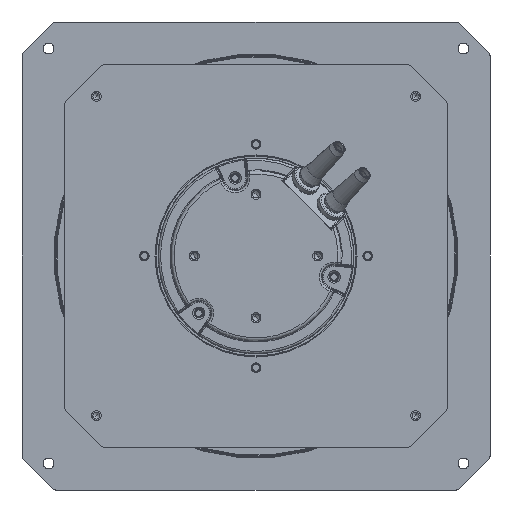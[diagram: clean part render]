
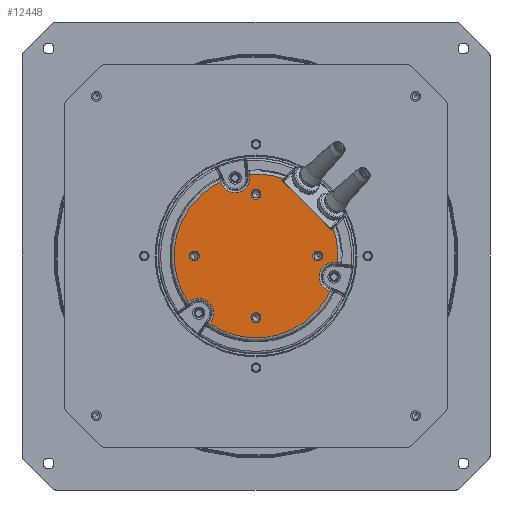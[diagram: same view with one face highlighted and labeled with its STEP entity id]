
A CAD part, left-side view. The second image highlights one B-rep face of the part: STEP entity #12448.
In plain terms, the highlighted planar face has unit normal (-1, 0, 0).
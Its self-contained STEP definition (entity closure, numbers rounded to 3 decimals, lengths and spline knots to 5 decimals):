
#1732=CARTESIAN_POINT('',(-0.06055,0.03791,
0.00387));
#1733=DIRECTION('',(1.,0.,0.));
#1734=DIRECTION('',(0.,0.707,0.707));
#1735=AXIS2_PLACEMENT_3D('',#1732,#1733,#1734);
#1737=CARTESIAN_POINT('',(-0.06055,0.03791,
0.00387));
#1738=DIRECTION('',(1.,0.,0.));
#1739=DIRECTION('',(0.,-0.707,-0.707));
#1740=AXIS2_PLACEMENT_3D('',#1737,#1738,#1739);
#1742=CARTESIAN_POINT('',(-0.06055,0.00891,
0.03287));
#1743=DIRECTION('',(1.,0.,0.));
#1744=DIRECTION('',(0.,0.707,0.707));
#1745=AXIS2_PLACEMENT_3D('',#1742,#1743,#1744);
#1747=CARTESIAN_POINT('',(-0.06055,0.00891,
0.03287));
#1748=DIRECTION('',(1.,0.,0.));
#1749=DIRECTION('',(0.,-0.707,-0.707));
#1750=AXIS2_PLACEMENT_3D('',#1747,#1748,#1749);
#1752=CARTESIAN_POINT('',(-0.06055,0.00891,
-0.02513));
#1753=DIRECTION('',(1.,0.,0.));
#1754=DIRECTION('',(0.,0.707,0.707));
#1755=AXIS2_PLACEMENT_3D('',#1752,#1753,#1754);
#1757=CARTESIAN_POINT('',(-0.06055,0.00891,
-0.02513));
#1758=DIRECTION('',(1.,0.,0.));
#1759=DIRECTION('',(0.,-0.707,-0.707));
#1760=AXIS2_PLACEMENT_3D('',#1757,#1758,#1759);
#1762=CARTESIAN_POINT('',(-0.06055,-0.02009,
0.00387));
#1763=DIRECTION('',(1.,0.,0.));
#1764=DIRECTION('',(0.,0.707,0.707));
#1765=AXIS2_PLACEMENT_3D('',#1762,#1763,#1764);
#1767=CARTESIAN_POINT('',(-0.06055,-0.02009,
0.00387));
#1768=DIRECTION('',(1.,0.,0.));
#1769=DIRECTION('',(0.,-0.707,-0.707));
#1770=AXIS2_PLACEMENT_3D('',#1767,#1768,#1769);
#1772=CARTESIAN_POINT('',(-0.06055,0.00891,
0.00387));
#1773=DIRECTION('',(-1.,0.,0.));
#1774=DIRECTION('',(0.,-0.997,-0.08));
#1775=AXIS2_PLACEMENT_3D('',#1772,#1773,#1774);
#1777=CARTESIAN_POINT('',(-0.06055,-0.0278,
-0.00597));
#1778=DIRECTION('',(1.,0.,0.));
#1779=DIRECTION('',(0.,0.707,0.707));
#1780=AXIS2_PLACEMENT_3D('',#1777,#1778,#1779);
#1782=CARTESIAN_POINT('',(-0.06055,-0.0278,
-0.00597));
#1783=DIRECTION('',(1.,0.,0.));
#1784=DIRECTION('',(0.,0.274,-0.962));
#1785=AXIS2_PLACEMENT_3D('',#1782,#1783,#1784);
#1787=CARTESIAN_POINT('',(-0.06055,0.00891,
0.00387));
#1788=DIRECTION('',(-1.,0.,0.));
#1789=DIRECTION('',(0.,-0.707,-0.707));
#1790=AXIS2_PLACEMENT_3D('',#1787,#1788,#1789);
#1792=CARTESIAN_POINT('',(-0.06055,0.00891,
0.00387));
#1793=DIRECTION('',(-1.,0.,0.));
#1794=DIRECTION('',(0.,0.568,-0.823));
#1795=AXIS2_PLACEMENT_3D('',#1792,#1793,#1794);
#1797=CARTESIAN_POINT('',(-0.06055,0.03578,
-0.023));
#1798=DIRECTION('',(1.,0.,0.));
#1799=DIRECTION('',(0.,0.696,0.718));
#1800=AXIS2_PLACEMENT_3D('',#1797,#1798,#1799);
#1802=CARTESIAN_POINT('',(-0.06055,0.00891,
0.00387));
#1803=DIRECTION('',(-1.,0.,0.));
#1804=DIRECTION('',(0.,0.707,0.707));
#1805=AXIS2_PLACEMENT_3D('',#1802,#1803,#1804);
#1807=CARTESIAN_POINT('',(-0.06055,0.00891,
0.00387));
#1808=DIRECTION('',(-1.,0.,0.));
#1809=DIRECTION('',(0.,0.429,0.903));
#1810=AXIS2_PLACEMENT_3D('',#1807,#1808,#1809);
#1812=CARTESIAN_POINT('',(-0.06055,0.01874,
0.04057));
#1813=DIRECTION('',(1.,0.,0.));
#1814=DIRECTION('',(0.,-0.707,-0.707));
#1815=AXIS2_PLACEMENT_3D('',#1812,#1813,#1814);
#1817=CARTESIAN_POINT('',(-0.06055,0.01874,
0.04057));
#1818=DIRECTION('',(1.,0.,0.));
#1819=DIRECTION('',(0.,-0.97,0.244));
#1820=AXIS2_PLACEMENT_3D('',#1817,#1818,#1819);
#1822=CARTESIAN_POINT('',(-0.06055,0.00891,
0.00387));
#1823=DIRECTION('',(-1.,0.,0.));
#1824=DIRECTION('',(0.,-0.336,0.942));
#1825=AXIS2_PLACEMENT_3D('',#1822,#1823,#1824);
#2019=DIRECTION('',(0.,-0.707,0.707));
#2020=VECTOR('',#2019,0.00109);
#2021=CARTESIAN_POINT('',(-0.06055,-0.0266,
0.01604));
#2022=LINE('',#2021,#2020);
#2047=DIRECTION('',(0.,-0.707,-0.707));
#2048=VECTOR('',#2047,0.033);
#2049=CARTESIAN_POINT('',(-0.06055,-0.00327,
0.03938));
#2050=LINE('',#2049,#2048);
#2071=DIRECTION('',(0.,0.707,-0.707));
#2072=VECTOR('',#2071,0.00109);
#2073=CARTESIAN_POINT('',(-0.06055,-0.00404,
0.04015));
#2074=LINE('',#2073,#2072);
#10608=CARTESIAN_POINT('',(-0.06055,-0.00404,
0.04015));
#10609=CARTESIAN_POINT('',(-0.06055,0.01199,
0.04227));
#10610=VERTEX_POINT('',#10608);
#10611=VERTEX_POINT('',#10609);
#10612=CARTESIAN_POINT('',(-0.06055,-0.02949,
0.00079));
#10613=CARTESIAN_POINT('',(-0.06055,-0.02738,
0.01682));
#10614=VERTEX_POINT('',#10612);
#10615=VERTEX_POINT('',#10613);
#10616=CARTESIAN_POINT('',(-0.06055,-0.02287,
-0.00104));
#10617=VERTEX_POINT('',#10616);
#10618=CARTESIAN_POINT('',(-0.06055,-0.02589,
-0.01267));
#10619=VERTEX_POINT('',#10618);
#10620=CARTESIAN_POINT('',(-0.06055,0.03078,
-0.02785));
#10621=CARTESIAN_POINT('',(-0.06055,-0.01833,
-0.02337));
#10622=VERTEX_POINT('',#10620);
#10623=VERTEX_POINT('',#10621);
#10624=CARTESIAN_POINT('',(-0.06055,0.04063,
-0.018));
#10625=VERTEX_POINT('',#10624);
#10626=CARTESIAN_POINT('',(-0.06055,0.03615,
0.03111));
#10627=VERTEX_POINT('',#10626);
#10628=CARTESIAN_POINT('',(-0.06055,0.02544,
0.03866));
#10629=VERTEX_POINT('',#10628);
#10630=CARTESIAN_POINT('',(-0.06055,0.01382,
0.03565));
#10631=VERTEX_POINT('',#10630);
#10632=CARTESIAN_POINT('',(-0.06055,-0.00327,
0.03938));
#10633=VERTEX_POINT('',#10632);
#10634=CARTESIAN_POINT('',(-0.06055,-0.0266,
0.01604));
#10635=VERTEX_POINT('',#10634);
#10636=CARTESIAN_POINT('',(-0.06055,-0.02172,
0.00224));
#10637=CARTESIAN_POINT('',(-0.06055,-0.01846,
0.00549));
#10638=VERTEX_POINT('',#10636);
#10639=VERTEX_POINT('',#10637);
#10640=CARTESIAN_POINT('',(-0.06055,0.00728,
-0.02676));
#10641=CARTESIAN_POINT('',(-0.06055,0.01054,
-0.02351));
#10642=VERTEX_POINT('',#10640);
#10643=VERTEX_POINT('',#10641);
#10644=CARTESIAN_POINT('',(-0.06055,0.00728,
0.03124));
#10645=CARTESIAN_POINT('',(-0.06055,0.01054,
0.03449));
#10646=VERTEX_POINT('',#10644);
#10647=VERTEX_POINT('',#10645);
#10648=CARTESIAN_POINT('',(-0.06055,0.03628,
0.00224));
#10649=CARTESIAN_POINT('',(-0.06055,0.03954,
0.00549));
#10650=VERTEX_POINT('',#10648);
#10651=VERTEX_POINT('',#10649);
#12391=CARTESIAN_POINT('',(-0.06055,0.04133,
-0.02855));
#12392=DIRECTION('',(1.,0.,0.));
#12393=DIRECTION('',(0.,-0.707,-0.707));
#12394=AXIS2_PLACEMENT_3D('',#12391,#12392,#12393);
#12395=PLANE('',#12394);
#12397=ORIENTED_EDGE('',*,*,#12396,.T.);
#12399=ORIENTED_EDGE('',*,*,#12398,.F.);
#12401=ORIENTED_EDGE('',*,*,#12400,.F.);
#12403=ORIENTED_EDGE('',*,*,#12402,.F.);
#12405=ORIENTED_EDGE('',*,*,#12404,.F.);
#12407=ORIENTED_EDGE('',*,*,#12406,.F.);
#12409=ORIENTED_EDGE('',*,*,#12408,.F.);
#12410=ORIENTED_EDGE('',*,*,#12380,.F.);
#12411=ORIENTED_EDGE('',*,*,#12378,.F.);
#12413=ORIENTED_EDGE('',*,*,#12412,.F.);
#12415=ORIENTED_EDGE('',*,*,#12414,.F.);
#12417=ORIENTED_EDGE('',*,*,#12416,.F.);
#12419=ORIENTED_EDGE('',*,*,#12418,.T.);
#12421=ORIENTED_EDGE('',*,*,#12420,.T.);
#12422=EDGE_LOOP('',(#12397,#12399,#12401,#12403,#12405,#12407,#12409,#12410,
#12411,#12413,#12415,#12417,#12419,#12421));
#12423=FACE_OUTER_BOUND('',#12422,.F.);
#12425=ORIENTED_EDGE('',*,*,#12424,.F.);
#12427=ORIENTED_EDGE('',*,*,#12426,.F.);
#12428=EDGE_LOOP('',(#12425,#12427));
#12429=FACE_BOUND('',#12428,.F.);
#12431=ORIENTED_EDGE('',*,*,#12430,.F.);
#12433=ORIENTED_EDGE('',*,*,#12432,.F.);
#12434=EDGE_LOOP('',(#12431,#12433));
#12435=FACE_BOUND('',#12434,.F.);
#12437=ORIENTED_EDGE('',*,*,#12436,.F.);
#12439=ORIENTED_EDGE('',*,*,#12438,.F.);
#12440=EDGE_LOOP('',(#12437,#12439));
#12441=FACE_BOUND('',#12440,.F.);
#12443=ORIENTED_EDGE('',*,*,#12442,.F.);
#12445=ORIENTED_EDGE('',*,*,#12444,.F.);
#12446=EDGE_LOOP('',(#12443,#12445));
#12447=FACE_BOUND('',#12446,.F.);
#12448=ADVANCED_FACE('',(#12423,#12429,#12435,#12441,#12447),#12395,.F.);
#1736=CIRCLE('',#1735,0.0023);
#1741=CIRCLE('',#1740,0.0023);
#1746=CIRCLE('',#1745,0.0023);
#1751=CIRCLE('',#1750,0.0023);
#1756=CIRCLE('',#1755,0.0023);
#1761=CIRCLE('',#1760,0.0023);
#1766=CIRCLE('',#1765,0.0023);
#1771=CIRCLE('',#1770,0.0023);
#1776=CIRCLE('',#1775,0.03853);
#1781=CIRCLE('',#1780,0.00697);
#1786=CIRCLE('',#1785,0.00697);
#1791=CIRCLE('',#1790,0.03853);
#1796=CIRCLE('',#1795,0.03853);
#1801=CIRCLE('',#1800,0.00697);
#1806=CIRCLE('',#1805,0.03853);
#1811=CIRCLE('',#1810,0.03853);
#1816=CIRCLE('',#1815,0.00697);
#1821=CIRCLE('',#1820,0.00697);
#1826=CIRCLE('',#1825,0.03853);
#12378=EDGE_CURVE('',#10629,#10627,#1811,.T.);
#12380=EDGE_CURVE('',#10627,#10625,#1806,.T.);
#12396=EDGE_CURVE('',#10635,#10615,#2022,.T.);
#12398=EDGE_CURVE('',#10614,#10615,#1776,.T.);
#12400=EDGE_CURVE('',#10617,#10614,#1781,.T.);
#12402=EDGE_CURVE('',#10619,#10617,#1786,.T.);
#12404=EDGE_CURVE('',#10623,#10619,#1791,.T.);
#12406=EDGE_CURVE('',#10622,#10623,#1796,.T.);
#12408=EDGE_CURVE('',#10625,#10622,#1801,.T.);
#12412=EDGE_CURVE('',#10631,#10629,#1816,.T.);
#12414=EDGE_CURVE('',#10611,#10631,#1821,.T.);
#12416=EDGE_CURVE('',#10610,#10611,#1826,.T.);
#12418=EDGE_CURVE('',#10610,#10633,#2074,.T.);
#12420=EDGE_CURVE('',#10633,#10635,#2050,.T.);
#12424=EDGE_CURVE('',#10647,#10646,#1746,.T.);
#12426=EDGE_CURVE('',#10646,#10647,#1751,.T.);
#12430=EDGE_CURVE('',#10643,#10642,#1756,.T.);
#12432=EDGE_CURVE('',#10642,#10643,#1761,.T.);
#12436=EDGE_CURVE('',#10639,#10638,#1766,.T.);
#12438=EDGE_CURVE('',#10638,#10639,#1771,.T.);
#12442=EDGE_CURVE('',#10651,#10650,#1736,.T.);
#12444=EDGE_CURVE('',#10650,#10651,#1741,.T.);
